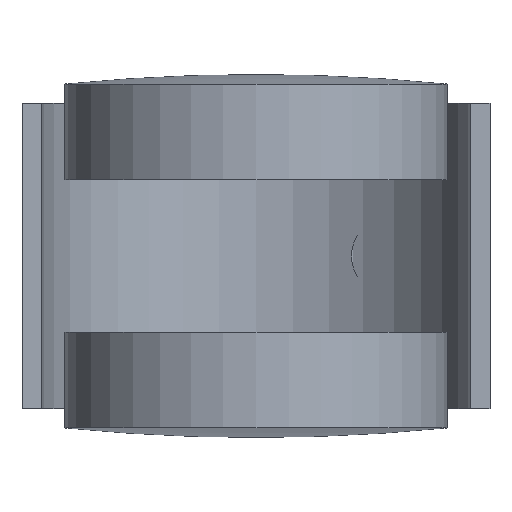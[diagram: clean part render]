
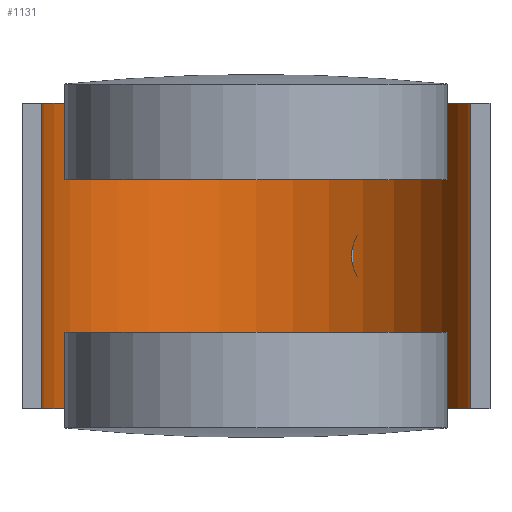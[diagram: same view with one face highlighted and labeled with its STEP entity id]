
A CAD part, front view. The second image highlights one B-rep face of the part: STEP entity #1131.
In plain terms, the highlighted cylindrical face has radius 22.5 mm (diameter 45 mm), a partial arc.
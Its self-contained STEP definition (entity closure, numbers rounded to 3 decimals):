
#19 = ORIENTED_EDGE ( 'NONE', *, *, #1413, .F. ) ;
#71 = AXIS2_PLACEMENT_3D ( 'NONE', #459, #475, #723 ) ;
#110 = CARTESIAN_POINT ( 'NONE',  ( 22.5, 0., 16. ) ) ;
#117 = VERTEX_POINT ( 'NONE', #711 ) ;
#167 = EDGE_CURVE ( 'NONE', #117, #1321, #1612, .T. ) ;
#189 = CARTESIAN_POINT ( 'NONE',  ( 22.5, 0., -16. ) ) ;
#415 = ORIENTED_EDGE ( 'NONE', *, *, #167, .T. ) ;
#419 = ORIENTED_EDGE ( 'NONE', *, *, #436, .F. ) ;
#436 = EDGE_CURVE ( 'NONE', #995, #1321, #666, .T. ) ;
#459 = CARTESIAN_POINT ( 'NONE',  ( 0., 0., 16. ) ) ;
#461 = DIRECTION ( 'NONE',  ( 0., 0., -1. ) ) ;
#475 = DIRECTION ( 'NONE',  ( 0., 0., -1. ) ) ;
#490 = DIRECTION ( 'NONE',  ( 0., 0., -1. ) ) ;
#507 = DIRECTION ( 'NONE',  ( 0., 0., -1. ) ) ;
#537 = VERTEX_POINT ( 'NONE', #1323 ) ;
#544 = VECTOR ( 'NONE', #490, 1000. ) ;
#646 = DIRECTION ( 'NONE',  ( 0., 0., -1. ) ) ;
#666 = LINE ( 'NONE', #1522, #544 ) ;
#711 = CARTESIAN_POINT ( 'NONE',  ( -22.5, 0., -16. ) ) ;
#723 = DIRECTION ( 'NONE',  ( -1., 0., 0. ) ) ;
#768 = DIRECTION ( 'NONE',  ( -1., 0., 0. ) ) ;
#804 = LINE ( 'NONE', #922, #1286 ) ;
#870 = AXIS2_PLACEMENT_3D ( 'NONE', #1398, #507, #768 ) ;
#900 = AXIS2_PLACEMENT_3D ( 'NONE', #1623, #461, #983 ) ;
#922 = CARTESIAN_POINT ( 'NONE',  ( -22.5, 0., 16. ) ) ;
#945 = CIRCLE ( 'NONE', #870, 22.5 ) ;
#983 = DIRECTION ( 'NONE',  ( -1., 0., 0. ) ) ;
#995 = VERTEX_POINT ( 'NONE', #110 ) ;
#1131 = ADVANCED_FACE ( 'NONE', ( #1617 ), #1646, .F. ) ;
#1143 = ORIENTED_EDGE ( 'NONE', *, *, #1246, .T. ) ;
#1187 = EDGE_LOOP ( 'NONE', ( #415, #419, #19, #1143 ) ) ;
#1246 = EDGE_CURVE ( 'NONE', #537, #117, #804, .T. ) ;
#1286 = VECTOR ( 'NONE', #646, 1000. ) ;
#1321 = VERTEX_POINT ( 'NONE', #189 ) ;
#1323 = CARTESIAN_POINT ( 'NONE',  ( -22.5, 0., 16. ) ) ;
#1398 = CARTESIAN_POINT ( 'NONE',  ( 0., 0., 16. ) ) ;
#1413 = EDGE_CURVE ( 'NONE', #537, #995, #945, .T. ) ;
#1522 = CARTESIAN_POINT ( 'NONE',  ( 22.5, 0., 16. ) ) ;
#1612 = CIRCLE ( 'NONE', #900, 22.5 ) ;
#1617 = FACE_OUTER_BOUND ( 'NONE', #1187, .T. ) ;
#1623 = CARTESIAN_POINT ( 'NONE',  ( 0., 0., -16. ) ) ;
#1646 = CYLINDRICAL_SURFACE ( 'NONE', #71, 22.5 ) ;
